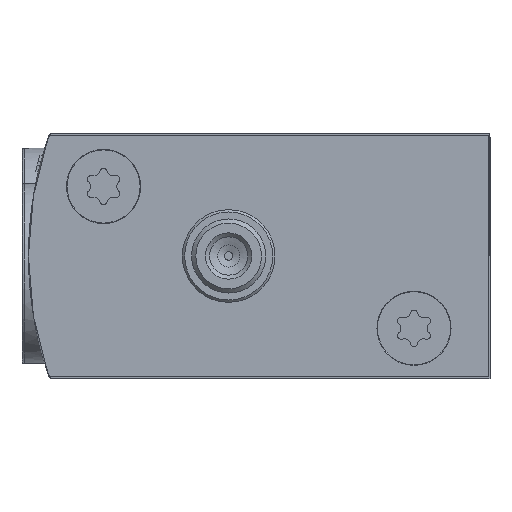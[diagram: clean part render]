
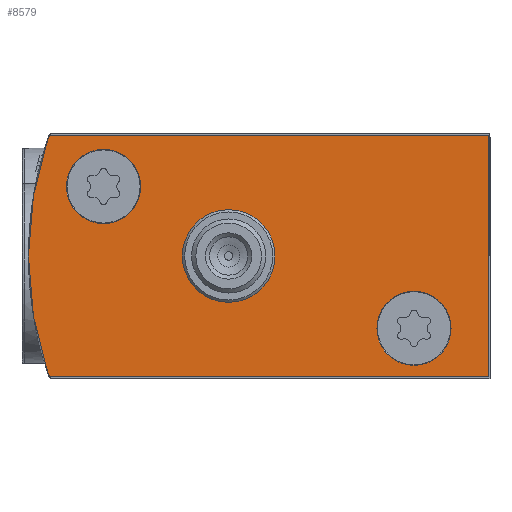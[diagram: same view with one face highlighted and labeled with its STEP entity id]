
A CAD part, left-side view. The second image highlights one B-rep face of the part: STEP entity #8579.
In plain terms, the highlighted planar face has unit normal (-1, 0, 0).
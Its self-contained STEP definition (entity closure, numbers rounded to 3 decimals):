
#861=LINE('',#15312,#1633);
#864=LINE('',#15320,#1636);
#867=LINE('',#15326,#1639);
#1633=VECTOR('',#12629,1000.);
#1636=VECTOR('',#12636,1000.);
#1639=VECTOR('',#12641,1000.);
#3487=ORIENTED_EDGE('',*,*,#5009,.F.);
#3488=ORIENTED_EDGE('',*,*,#5010,.T.);
#3489=ORIENTED_EDGE('',*,*,#5011,.T.);
#3490=ORIENTED_EDGE('',*,*,#4992,.F.);
#3491=ORIENTED_EDGE('',*,*,#4976,.F.);
#3492=ORIENTED_EDGE('',*,*,#5005,.F.);
#3493=ORIENTED_EDGE('',*,*,#5002,.F.);
#3494=ORIENTED_EDGE('',*,*,#4999,.F.);
#3495=ORIENTED_EDGE('',*,*,#4995,.F.);
#4976=EDGE_CURVE('',#5902,#5903,#6395,.T.);
#4992=EDGE_CURVE('',#5903,#5918,#6403,.T.);
#4995=EDGE_CURVE('',#5918,#5920,#861,.T.);
#4999=EDGE_CURVE('',#5920,#5923,#864,.T.);
#5002=EDGE_CURVE('',#5923,#5925,#867,.T.);
#5005=EDGE_CURVE('',#5925,#5902,#6406,.T.);
#5009=EDGE_CURVE('',#5929,#5929,#6410,.F.);
#5010=EDGE_CURVE('',#5930,#5930,#6411,.T.);
#5011=EDGE_CURVE('',#5931,#5931,#6412,.T.);
#5902=VERTEX_POINT('',#15274);
#5903=VERTEX_POINT('',#15275);
#5918=VERTEX_POINT('',#15307);
#5920=VERTEX_POINT('',#15313);
#5923=VERTEX_POINT('',#15321);
#5925=VERTEX_POINT('',#15327);
#5929=VERTEX_POINT('',#15341);
#5930=VERTEX_POINT('',#15343);
#5931=VERTEX_POINT('',#15345);
#6395=CIRCLE('',#10570,39.5);
#6403=CIRCLE('',#10579,0.2);
#6406=CIRCLE('',#10586,0.2);
#6410=CIRCLE('',#10592,5.);
#6411=CIRCLE('',#10593,4.);
#6412=CIRCLE('',#10594,4.);
#6956=EDGE_LOOP('',(#3487));
#6957=EDGE_LOOP('',(#3488));
#6958=EDGE_LOOP('',(#3489));
#6959=EDGE_LOOP('',(#3490,#3491,#3492,#3493,#3494,#3495));
#7662=FACE_BOUND('',#6956,.T.);
#7663=FACE_BOUND('',#6957,.T.);
#7664=FACE_BOUND('',#6958,.T.);
#7665=FACE_BOUND('',#6959,.T.);
#8146=PLANE('',#10591);
#8579=ADVANCED_FACE('',(#7662,#7663,#7664,#7665),#8146,.F.);
#10570=AXIS2_PLACEMENT_3D('',#15273,#12596,#12597);
#10579=AXIS2_PLACEMENT_3D('',#15306,#12622,#12623);
#10586=AXIS2_PLACEMENT_3D('',#15332,#12646,#12647);
#10591=AXIS2_PLACEMENT_3D('',#15339,#12656,#12657);
#10592=AXIS2_PLACEMENT_3D('',#15340,#12658,#12659);
#10593=AXIS2_PLACEMENT_3D('',#15342,#12660,#12661);
#10594=AXIS2_PLACEMENT_3D('',#15344,#12662,#12663);
#12596=DIRECTION('',(1.,0.,0.));
#12597=DIRECTION('',(0.,0.,-1.));
#12622=DIRECTION('',(1.,0.,0.));
#12623=DIRECTION('',(0.,0.,-1.));
#12629=DIRECTION('',(0.,-1.,0.));
#12636=DIRECTION('',(0.,0.,-1.));
#12641=DIRECTION('',(0.,1.,0.));
#12646=DIRECTION('',(1.,0.,0.));
#12647=DIRECTION('',(0.,0.,-1.));
#12656=DIRECTION('',(1.,0.,0.));
#12657=DIRECTION('',(0.,0.,-1.));
#12658=DIRECTION('',(1.,0.,0.));
#12659=DIRECTION('',(0.,0.,-1.));
#12660=DIRECTION('',(1.,0.,0.));
#12661=DIRECTION('',(0.,0.,-1.));
#12662=DIRECTION('',(1.,0.,0.));
#12663=DIRECTION('',(0.,0.,-1.));
#15273=CARTESIAN_POINT('',(0.,10.3,0.));
#15274=CARTESIAN_POINT('',(0.,47.663,-12.815));
#15275=CARTESIAN_POINT('',(0.,47.663,12.815));
#15306=CARTESIAN_POINT('',(0.,47.474,12.75));
#15307=CARTESIAN_POINT('',(0.,47.474,12.95));
#15312=CARTESIAN_POINT('',(0.,47.474,12.95));
#15313=CARTESIAN_POINT('',(0.,0.2,12.95));
#15320=CARTESIAN_POINT('',(0.,0.2,12.95));
#15321=CARTESIAN_POINT('',(0.,0.2,-12.95));
#15326=CARTESIAN_POINT('',(0.,0.2,-12.95));
#15327=CARTESIAN_POINT('',(0.,47.474,-12.95));
#15332=CARTESIAN_POINT('',(0.,47.474,-12.75));
#15339=CARTESIAN_POINT('',(0.,47.474,12.75));
#15340=CARTESIAN_POINT('',(0.,28.2,0.));
#15341=CARTESIAN_POINT('',(0.,28.2,-5.));
#15342=CARTESIAN_POINT('',(0.,41.7,7.5));
#15343=CARTESIAN_POINT('',(0.,41.7,3.5));
#15344=CARTESIAN_POINT('',(0.,8.2,-7.8));
#15345=CARTESIAN_POINT('',(0.,8.2,-11.8));
